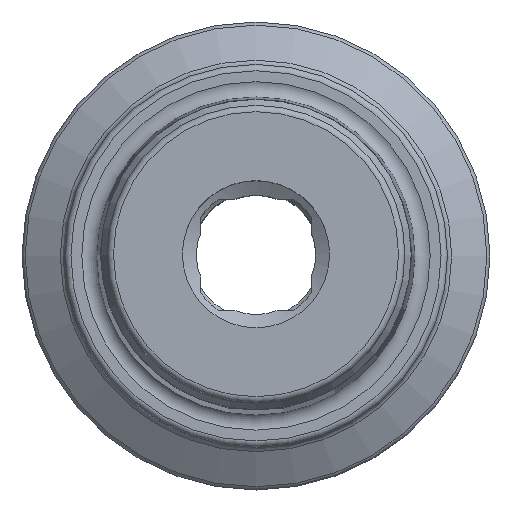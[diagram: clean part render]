
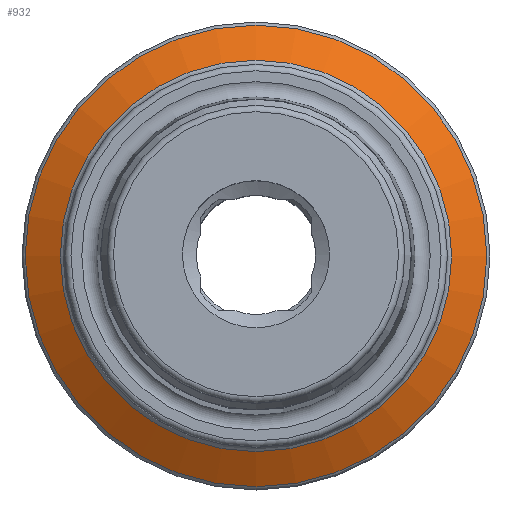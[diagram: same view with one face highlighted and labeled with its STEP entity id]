
A CAD part, top view. The second image highlights one B-rep face of the part: STEP entity #932.
In plain terms, the highlighted conical face has half-angle 60 degrees and reference radius 9 mm.
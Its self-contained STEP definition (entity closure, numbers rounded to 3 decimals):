
#57=CONICAL_SURFACE('',#1022,9.,1.047);
#211=ORIENTED_EDGE('',*,*,#310,.T.);
#212=ORIENTED_EDGE('',*,*,#309,.T.);
#309=EDGE_CURVE('',#371,#371,#414,.T.);
#310=EDGE_CURVE('',#372,#372,#415,.T.);
#371=VERTEX_POINT('',#1371);
#372=VERTEX_POINT('',#1374);
#414=CIRCLE('',#990,9.2);
#415=CIRCLE('',#992,10.85);
#481=EDGE_LOOP('',(#211));
#482=EDGE_LOOP('',(#212));
#553=FACE_BOUND('',#481,.T.);
#554=FACE_BOUND('',#482,.T.);
#932=ADVANCED_FACE('',(#553,#554),#57,.T.);
#990=AXIS2_PLACEMENT_3D('',#1370,#1137,#1138);
#992=AXIS2_PLACEMENT_3D('',#1373,#1141,#1142);
#1022=AXIS2_PLACEMENT_3D('',#1420,#1201,#1202);
#1137=DIRECTION('',(0.,0.,-1.));
#1138=DIRECTION('',(-1.,0.,0.));
#1141=DIRECTION('',(0.,0.,1.));
#1142=DIRECTION('',(1.,0.,0.));
#1201=DIRECTION('',(0.,0.,-1.));
#1202=DIRECTION('',(-1.,0.,0.));
#1370=CARTESIAN_POINT('',(0.,0.,2.885));
#1371=CARTESIAN_POINT('',(-9.2,0.,2.885));
#1373=CARTESIAN_POINT('',(0.,0.,1.932));
#1374=CARTESIAN_POINT('',(10.85,0.,1.932));
#1420=CARTESIAN_POINT('',(0.,0.,3.));
